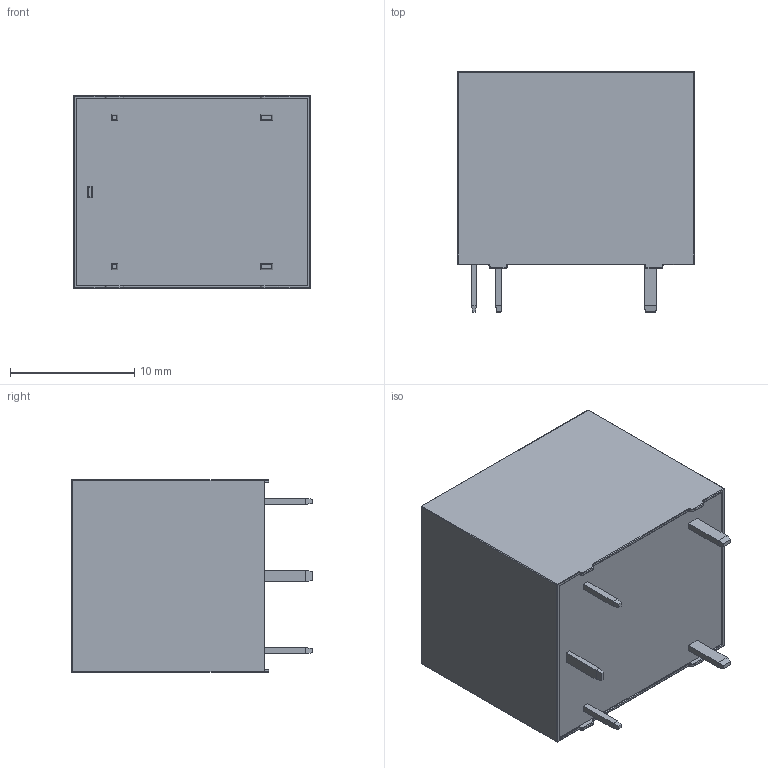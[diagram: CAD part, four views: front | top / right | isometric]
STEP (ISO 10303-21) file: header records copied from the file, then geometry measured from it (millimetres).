
FILE_DESCRIPTION (( 'STEP AP214' ), '1' );
FILE_NAME ('CUI_DEVICES_PR13-5V-450-1C.step', '2023-08-28T19:51:38', ( '' ), ( '' ), 'SwSTEP 2.0', 'SolidWorks 2023', '' );
FILE_SCHEMA (( 'AUTOMOTIVE_DESIGN' ));
Length unit declared in the file: millimetre
Products named in the file (1): CUI_DEVICES_PR13-5V-450-1C
Bounding box: 19 x 19.3 x 15.5 mm (x, y, z)
Volume: 4542.9 mm3; surface area: 1717.3 mm2
Topology: 6 solids, 6 shells, 165 faces, 362 edges, 204 vertices
Faces by surface type: plane 71, cylinder 46, bspline 24, torus 16, sphere 8
Entity records: 5104 total; most frequent: CARTESIAN_POINT 1592, DIRECTION 718, ORIENTED_EDGE 708, EDGE_CURVE 354, AXIS2_PLACEMENT_3D 258, VERTEX_POINT 204, LINE 202, VECTOR 202
